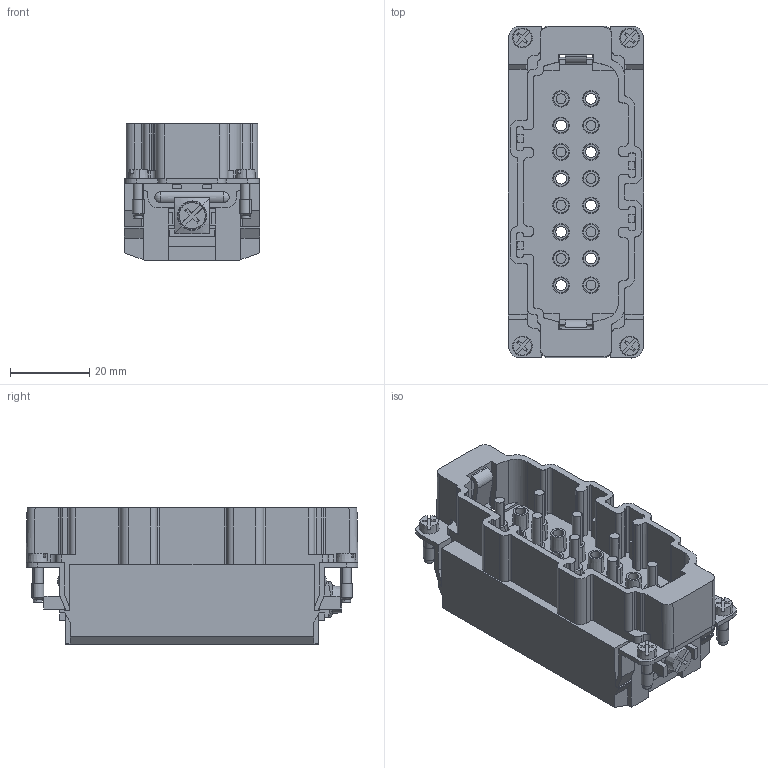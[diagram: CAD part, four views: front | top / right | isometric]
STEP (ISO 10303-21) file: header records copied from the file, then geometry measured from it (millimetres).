
FILE_DESCRIPTION(('Creo Elements/Direct Modeling STEP Export'),'2;1');
FILE_NAME('model.stp','2020-05-05T10:01:37',(''),(''),'Creo Elements/Direct Modeling STEP processor for AP214 (Solid Model)','Creo Elements/Direct Modeling 20.1A 29-Sep-2018 (C) Parametric Technology GmbH','');
FILE_SCHEMA(('AUTOMOTIVE_DESIGN { 1 0 10303 214 1 1 1 1 }'));
Products named in the file (2): HC_HV06_I_PT_M-select
Assembly tree (1 placements, depth 2):
  HC_HV06_I_PT_M-select
    HC_HV06_I_PT_M-select
Bounding box: 34 x 83.56 x 34.3 mm (x, y, z)
Volume: 47983.6 mm3; surface area: 25982.8 mm2
Topology: 1 solids, 1 shells, 1034 faces, 2891 edges, 1911 vertices
Faces by surface type: plane 760, cylinder 202, cone 68, sphere 4
Entity records: 49674 total; most frequent: CARTESIAN_POINT 15102, ORIENTED_EDGE 5782, DIRECTION 4987, EDGE_CURVE 2891, VECTOR 2153, LINE 2153, VERTEX_POINT 1911, AXIS2_PLACEMENT_3D 1417
